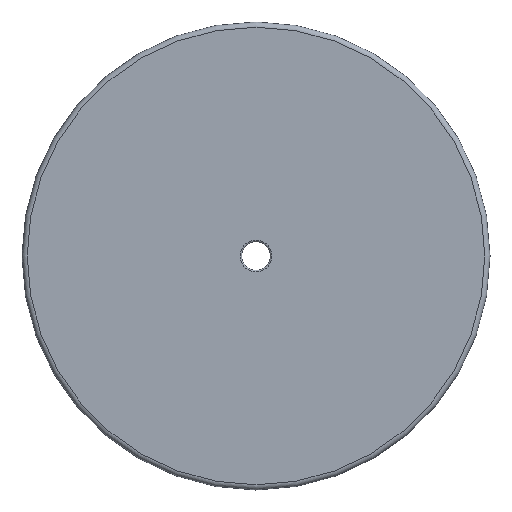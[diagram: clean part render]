
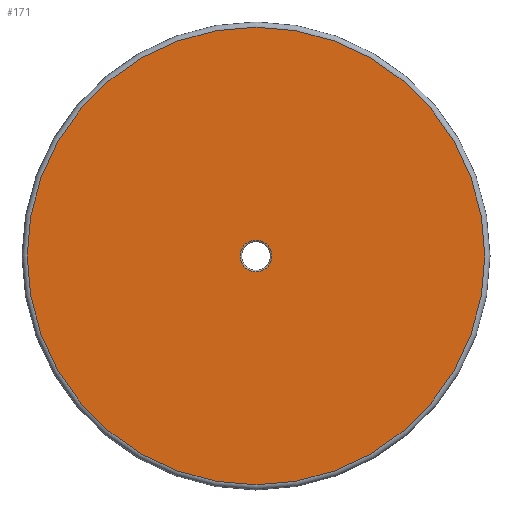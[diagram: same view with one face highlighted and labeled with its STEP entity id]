
A CAD part, front view. The second image highlights one B-rep face of the part: STEP entity #171.
In plain terms, the highlighted planar face has unit normal (0, -1, 0).
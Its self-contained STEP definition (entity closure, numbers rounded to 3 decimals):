
#26=FACE_BOUND('',#51,.T.);
#29=PLANE('',#209);
#37=FACE_OUTER_BOUND('',#50,.T.);
#50=EDGE_LOOP('',(#141));
#51=EDGE_LOOP('',(#142));
#66=CIRCLE('',#207,3.05);
#68=CIRCLE('',#210,44.);
#84=VERTEX_POINT('',#317);
#85=VERTEX_POINT('',#321);
#103=EDGE_CURVE('',#84,#84,#66,.T.);
#105=EDGE_CURVE('',#85,#85,#68,.T.);
#141=ORIENTED_EDGE('',*,*,#105,.F.);
#142=ORIENTED_EDGE('',*,*,#103,.F.);
#171=ADVANCED_FACE('',(#37,#26),#29,.F.);
#207=AXIS2_PLACEMENT_3D('',#318,#260,#261);
#209=AXIS2_PLACEMENT_3D('',#320,#264,#265);
#210=AXIS2_PLACEMENT_3D('',#322,#266,#267);
#260=DIRECTION('center_axis',(0.,-1.,0.));
#261=DIRECTION('ref_axis',(0.,0.,-1.));
#264=DIRECTION('center_axis',(0.,1.,0.));
#265=DIRECTION('ref_axis',(1.,0.,0.));
#266=DIRECTION('center_axis',(0.,1.,0.));
#267=DIRECTION('ref_axis',(1.,0.,0.));
#317=CARTESIAN_POINT('',(0.,0.,-3.05));
#318=CARTESIAN_POINT('Origin',(0.,0.,0.));
#320=CARTESIAN_POINT('Origin',(0.,0.,0.));
#321=CARTESIAN_POINT('',(0.,0.,-44.));
#322=CARTESIAN_POINT('Origin',(0.,0.,0.));
